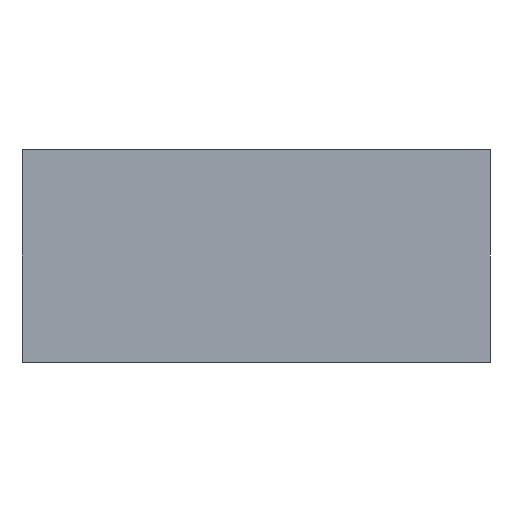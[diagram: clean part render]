
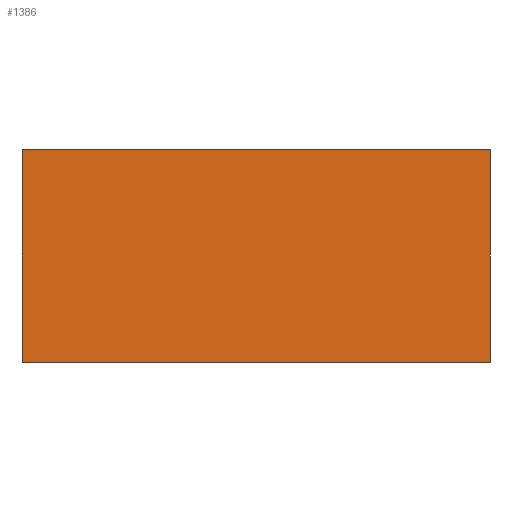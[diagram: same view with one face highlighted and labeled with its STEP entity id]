
A CAD part, front view. The second image highlights one B-rep face of the part: STEP entity #1386.
In plain terms, the highlighted planar face has unit normal (0, -1, 0).
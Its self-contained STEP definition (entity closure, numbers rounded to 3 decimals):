
#44 = EDGE_CURVE ( 'NONE', #2009, #138, #913, .T. ) ;
#138 = VERTEX_POINT ( 'NONE', #447 ) ;
#151 = LINE ( 'NONE', #873, #854 ) ;
#172 = EDGE_LOOP ( 'NONE', ( #1840, #500, #912, #680 ) ) ;
#188 = DIRECTION ( 'NONE',  ( 0., 1., 0. ) ) ;
#244 = DIRECTION ( 'NONE',  ( 0., 0., 1. ) ) ;
#447 = CARTESIAN_POINT ( 'NONE',  ( 84.863, -136.081, 0. ) ) ;
#462 = CARTESIAN_POINT ( 'NONE',  ( 84.863, -136.081, 8. ) ) ;
#465 = DIRECTION ( 'NONE',  ( 0., 0., 1. ) ) ;
#488 = DIRECTION ( 'NONE',  ( 1., 0., 0. ) ) ;
#500 = ORIENTED_EDGE ( 'NONE', *, *, #44, .T. ) ;
#618 = VERTEX_POINT ( 'NONE', #462 ) ;
#680 = ORIENTED_EDGE ( 'NONE', *, *, #1993, .F. ) ;
#854 = VECTOR ( 'NONE', #488, 1000. ) ;
#873 = CARTESIAN_POINT ( 'NONE',  ( -89.964, -136.081, 8. ) ) ;
#911 = FACE_OUTER_BOUND ( 'NONE', #172, .T. ) ;
#912 = ORIENTED_EDGE ( 'NONE', *, *, #2192, .T. ) ;
#913 = LINE ( 'NONE', #1633, #1673 ) ;
#922 = VECTOR ( 'NONE', #465, 1000. ) ;
#949 = CARTESIAN_POINT ( 'NONE',  ( 67.21, -136.081, 8. ) ) ;
#1084 = CARTESIAN_POINT ( 'NONE',  ( -89.964, -136.081, 8. ) ) ;
#1095 = PLANE ( 'NONE',  #1532 ) ;
#1106 = LINE ( 'NONE', #1802, #1794 ) ;
#1108 = DIRECTION ( 'NONE',  ( 1., 0., 0. ) ) ;
#1173 = VERTEX_POINT ( 'NONE', #949 ) ;
#1225 = DIRECTION ( 'NONE',  ( 0., 0., 1. ) ) ;
#1386 = ADVANCED_FACE ( 'NONE', ( #911 ), #1095, .F. ) ;
#1516 = LINE ( 'NONE', #2203, #922 ) ;
#1532 = AXIS2_PLACEMENT_3D ( 'NONE', #1084, #188, #1225 ) ;
#1565 = EDGE_CURVE ( 'NONE', #2009, #1173, #1106, .T. ) ;
#1633 = CARTESIAN_POINT ( 'NONE',  ( -89.964, -136.081, 0. ) ) ;
#1673 = VECTOR ( 'NONE', #1108, 1000. ) ;
#1794 = VECTOR ( 'NONE', #244, 1000. ) ;
#1802 = CARTESIAN_POINT ( 'NONE',  ( 67.21, -136.081, 8. ) ) ;
#1840 = ORIENTED_EDGE ( 'NONE', *, *, #1565, .F. ) ;
#1993 = EDGE_CURVE ( 'NONE', #1173, #618, #151, .T. ) ;
#2009 = VERTEX_POINT ( 'NONE', #2109 ) ;
#2109 = CARTESIAN_POINT ( 'NONE',  ( 67.21, -136.081, 0. ) ) ;
#2192 = EDGE_CURVE ( 'NONE', #138, #618, #1516, .T. ) ;
#2203 = CARTESIAN_POINT ( 'NONE',  ( 84.863, -136.081, 8. ) ) ;
